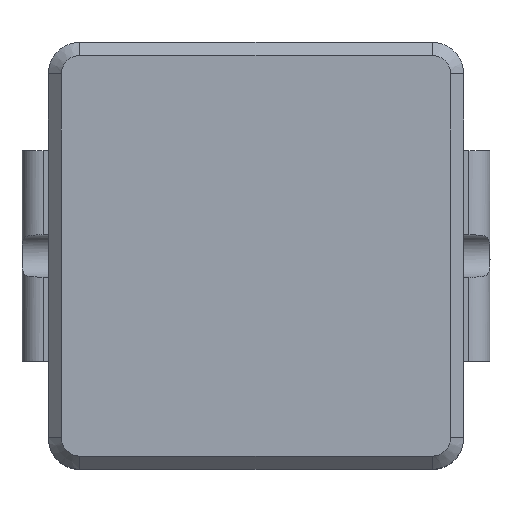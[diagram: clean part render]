
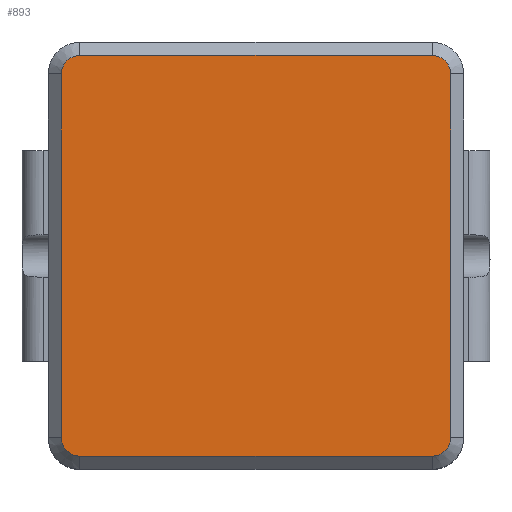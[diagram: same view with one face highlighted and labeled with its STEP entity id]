
A CAD part, top view. The second image highlights one B-rep face of the part: STEP entity #893.
In plain terms, the highlighted planar face has unit normal (0, 0, 1).
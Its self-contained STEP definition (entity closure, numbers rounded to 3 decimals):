
#31=CIRCLE('',#946,0.175);
#33=CIRCLE('',#950,0.175);
#35=CIRCLE('',#954,0.175);
#37=CIRCLE('',#958,0.175);
#68=FACE_OUTER_BOUND('',#116,.T.);
#116=EDGE_LOOP('',(#624,#625,#626,#627,#628,#629,#630,#631));
#153=LINE('',#1263,#255);
#158=LINE('',#1277,#260);
#162=LINE('',#1289,#264);
#166=LINE('',#1301,#268);
#255=VECTOR('',#1018,10.);
#260=VECTOR('',#1031,10.);
#264=VECTOR('',#1043,10.);
#268=VECTOR('',#1055,10.);
#357=VERTEX_POINT('',#1260);
#358=VERTEX_POINT('',#1262);
#361=VERTEX_POINT('',#1270);
#363=VERTEX_POINT('',#1275);
#365=VERTEX_POINT('',#1282);
#367=VERTEX_POINT('',#1287);
#369=VERTEX_POINT('',#1294);
#371=VERTEX_POINT('',#1299);
#439=EDGE_CURVE('',#357,#358,#153,.T.);
#444=EDGE_CURVE('',#361,#357,#31,.T.);
#446=EDGE_CURVE('',#363,#361,#158,.T.);
#450=EDGE_CURVE('',#365,#363,#33,.T.);
#452=EDGE_CURVE('',#367,#365,#162,.T.);
#456=EDGE_CURVE('',#369,#367,#35,.T.);
#458=EDGE_CURVE('',#371,#369,#166,.T.);
#461=EDGE_CURVE('',#358,#371,#37,.T.);
#624=ORIENTED_EDGE('',*,*,#439,.F.);
#625=ORIENTED_EDGE('',*,*,#444,.F.);
#626=ORIENTED_EDGE('',*,*,#446,.F.);
#627=ORIENTED_EDGE('',*,*,#450,.F.);
#628=ORIENTED_EDGE('',*,*,#452,.F.);
#629=ORIENTED_EDGE('',*,*,#456,.F.);
#630=ORIENTED_EDGE('',*,*,#458,.F.);
#631=ORIENTED_EDGE('',*,*,#461,.F.);
#828=PLANE('',#966);
#893=ADVANCED_FACE('',(#68),#828,.T.);
#946=AXIS2_PLACEMENT_3D('',#1272,#1026,#1027);
#950=AXIS2_PLACEMENT_3D('',#1284,#1038,#1039);
#954=AXIS2_PLACEMENT_3D('',#1296,#1050,#1051);
#958=AXIS2_PLACEMENT_3D('',#1305,#1061,#1062);
#966=AXIS2_PLACEMENT_3D('',#1344,#1093,#1094);
#1018=DIRECTION('',(1.,0.,0.));
#1026=DIRECTION('center_axis',(0.,0.,-1.));
#1027=DIRECTION('ref_axis',(-0.707,0.707,0.));
#1031=DIRECTION('',(0.,1.,0.));
#1038=DIRECTION('center_axis',(0.,0.,-1.));
#1039=DIRECTION('ref_axis',(-0.707,-0.707,0.));
#1043=DIRECTION('',(-1.,0.,0.));
#1050=DIRECTION('center_axis',(0.,0.,-1.));
#1051=DIRECTION('ref_axis',(0.707,-0.707,0.));
#1055=DIRECTION('',(0.,-1.,0.));
#1061=DIRECTION('center_axis',(0.,0.,-1.));
#1062=DIRECTION('ref_axis',(0.707,0.707,0.));
#1093=DIRECTION('center_axis',(0.,0.,1.));
#1094=DIRECTION('ref_axis',(1.,0.,0.));
#1260=CARTESIAN_POINT('',(-1.675,1.905,2.));
#1262=CARTESIAN_POINT('',(1.675,1.905,2.));
#1263=CARTESIAN_POINT('',(0.988,1.905,2.));
#1270=CARTESIAN_POINT('',(-1.85,1.73,2.));
#1272=CARTESIAN_POINT('Origin',(-1.675,1.73,2.));
#1275=CARTESIAN_POINT('',(-1.85,-1.73,2.));
#1277=CARTESIAN_POINT('',(-1.85,1.015,2.));
#1282=CARTESIAN_POINT('',(-1.675,-1.905,2.));
#1284=CARTESIAN_POINT('Origin',(-1.675,-1.73,2.));
#1287=CARTESIAN_POINT('',(1.675,-1.905,2.));
#1289=CARTESIAN_POINT('',(-0.988,-1.905,2.));
#1294=CARTESIAN_POINT('',(1.85,-1.73,2.));
#1296=CARTESIAN_POINT('Origin',(1.675,-1.73,2.));
#1299=CARTESIAN_POINT('',(1.85,1.73,2.));
#1301=CARTESIAN_POINT('',(1.85,-1.015,2.));
#1305=CARTESIAN_POINT('Origin',(1.675,1.73,2.));
#1344=CARTESIAN_POINT('Origin',(0.,0.,2.));
